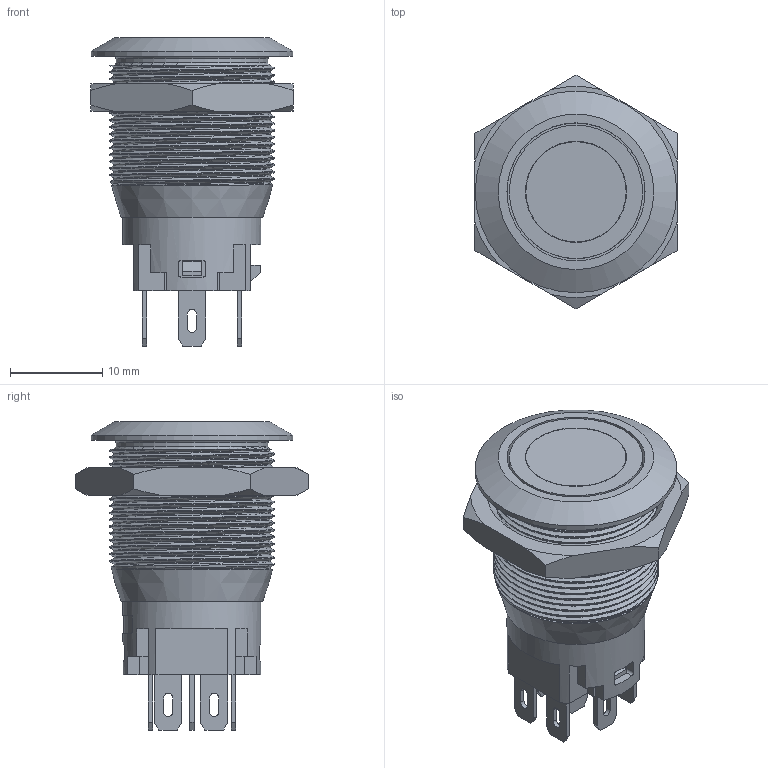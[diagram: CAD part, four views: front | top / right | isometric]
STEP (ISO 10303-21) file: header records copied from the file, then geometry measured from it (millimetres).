
FILE_DESCRIPTION(/* description */ (''),/* implementation_level */ '2;1');
FILE_NAME(/* name */ 'Push Button M19.step',/* time_stamp */ '2021-02-05T12:36:58+03:00',/* author */ (''),/* organization */ (''),/* preprocessor_version */ 'ST-DEVELOPER v18.1',/* originating_system */ 'Autodesk Translation Framework v9.7.1.1290',/* authorisation */ '');
FILE_SCHEMA (('AUTOMOTIVE_DESIGN { 1 0 10303 214 3 1 1 }'));
Length unit declared in the file: millimetre
Products named in the file (9): Push Button M19; корпус кнопки; кольцо рассеивателя ; кнопка; контактная площадка 
LED; контактная площадка 
кнопки; Контакт; Контакт(Mirror); Гайка М19 для 
кнопки
Assembly tree (13 placements, depth 2):
  Push Button M19
    корпус кнопки
    кольцо рассеивателя 
    кнопка
    контактная площадка 
LED
    контактная площадка 
кнопки
    Контакт  x5
    Контакт(Mirror)  x2
    Гайка М19 для 
кнопки
Bounding box: 22 x 25.4 x 33.5 mm (x, y, z)
Volume: 4280.6 mm3; surface area: 6533.7 mm2
Topology: 13 solids, 13 shells, 331 faces, 901 edges, 597 vertices
Faces by surface type: plane 218, cylinder 88, cone 17, bspline 6, torus 2
Full cylindrical faces by diameter (mm): 10.9 x1, 11 x1, 14.5 x2, 15 x2, 16.5 x1, 17.044 x17, 17.283 x1, 17.908 x15, 18.124 x2, 21.9 x1
Entity records: 14933 total; most frequent: CARTESIAN_POINT 7862, ORIENTED_EDGE 1502, DIRECTION 1275, EDGE_CURVE 751, VERTEX_POINT 497, LINE 479, VECTOR 479, AXIS2_PLACEMENT_3D 398
